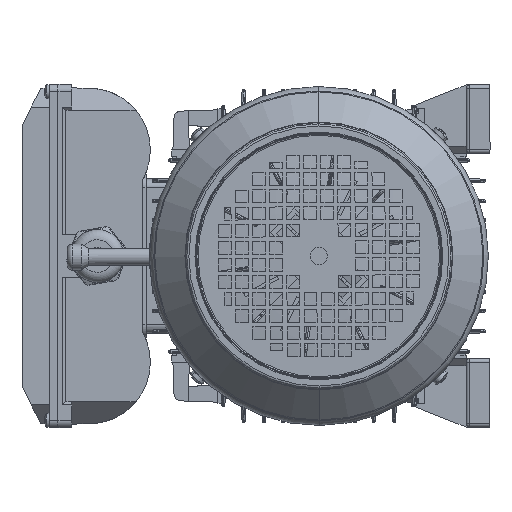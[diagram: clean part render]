
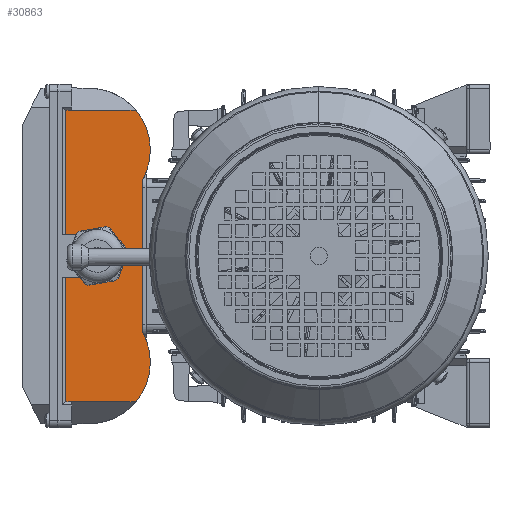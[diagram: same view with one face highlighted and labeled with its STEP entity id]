
A CAD part, left-side view. The second image highlights one B-rep face of the part: STEP entity #30863.
In plain terms, the highlighted face is planar.
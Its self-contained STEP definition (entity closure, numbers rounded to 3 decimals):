
#1361 = LINE ( 'NONE', #141346, #23567 ) ;
#5656 = DIRECTION ( 'NONE',  ( 1., 0., 0. ) ) ;
#6128 = VERTEX_POINT ( 'NONE', #59427 ) ;
#10523 = CARTESIAN_POINT ( 'NONE',  ( -85.065, 20.25, -68. ) ) ;
#11407 = ORIENTED_EDGE ( 'NONE', *, *, #119844, .T. ) ;
#14990 = EDGE_CURVE ( 'NONE', #69035, #76017, #80887, .T. ) ;
#15131 = CARTESIAN_POINT ( 'NONE',  ( 12.5, 20.25, -68. ) ) ;
#21621 = DIRECTION ( 'NONE',  ( 0., 0., 1. ) ) ;
#22452 = VECTOR ( 'NONE', #101084, 1000. ) ;
#23567 = VECTOR ( 'NONE', #125400, 1000. ) ;
#24885 = EDGE_CURVE ( 'NONE', #6128, #110750, #76444, .T. ) ;
#28372 = AXIS2_PLACEMENT_3D ( 'NONE', #139441, #75549, #59577 ) ;
#30010 = VERTEX_POINT ( 'NONE', #128491 ) ;
#30863 = ADVANCED_FACE ( 'NONE', ( #80957 ), #69533, .F. ) ;
#36615 = AXIS2_PLACEMENT_3D ( 'NONE', #88001, #72046, #56073 ) ;
#37649 = CARTESIAN_POINT ( 'NONE',  ( -119.5, -29.25, -68. ) ) ;
#38630 = EDGE_LOOP ( 'NONE', ( #76734, #128741, #92618, #82449, #77569, #11407, #89484, #92207, #116061, #136970, #101477, #131042 ) ) ;
#39744 = EDGE_CURVE ( 'NONE', #30010, #124640, #1361, .T. ) ;
#41030 = DIRECTION ( 'NONE',  ( 1., 0., 0. ) ) ;
#42007 = VERTEX_POINT ( 'NONE', #86915 ) ;
#43654 = EDGE_CURVE ( 'NONE', #69035, #30010, #145203, .T. ) ;
#47035 = VERTEX_POINT ( 'NONE', #151794 ) ;
#52639 = EDGE_CURVE ( 'NONE', #124640, #58879, #127601, .T. ) ;
#53454 = EDGE_CURVE ( 'NONE', #121911, #42007, #133076, .T. ) ;
#55731 = DIRECTION ( 'NONE',  ( 1., 0., 0. ) ) ;
#56073 = DIRECTION ( 'NONE',  ( 1., 0., 0. ) ) ;
#56959 = DIRECTION ( 'NONE',  ( 0., 0., -1. ) ) ;
#58584 = CARTESIAN_POINT ( 'NONE',  ( -12.5, 1.75, -68. ) ) ;
#58879 = VERTEX_POINT ( 'NONE', #116990 ) ;
#59427 = CARTESIAN_POINT ( 'NONE',  ( 12.5, 1.75, -68. ) ) ;
#59577 = DIRECTION ( 'NONE',  ( 1., 0., 0. ) ) ;
#61096 = DIRECTION ( 'NONE',  ( 0., 1., 0. ) ) ;
#65345 = EDGE_CURVE ( 'NONE', #89792, #47035, #111150, .T. ) ;
#67858 = CARTESIAN_POINT ( 'NONE',  ( 85.065, 16.75, -68. ) ) ;
#69035 = VERTEX_POINT ( 'NONE', #143921 ) ;
#69533 = PLANE ( 'NONE',  #92996 ) ;
#71702 = CARTESIAN_POINT ( 'NONE',  ( -44.572, -24.75, -68. ) ) ;
#72046 = DIRECTION ( 'NONE',  ( 0., 0., 1. ) ) ;
#72938 = CARTESIAN_POINT ( 'NONE',  ( 0., 1.75, -68. ) ) ;
#75549 = DIRECTION ( 'NONE',  ( 0., 0., 1. ) ) ;
#76017 = VERTEX_POINT ( 'NONE', #102050 ) ;
#76444 = CIRCLE ( 'NONE', #78087, 12.5 ) ;
#76734 = ORIENTED_EDGE ( 'NONE', *, *, #52639, .T. ) ;
#77069 = CARTESIAN_POINT ( 'NONE',  ( 85.065, -45.25, -68. ) ) ;
#77569 = ORIENTED_EDGE ( 'NONE', *, *, #53454, .T. ) ;
#78087 = AXIS2_PLACEMENT_3D ( 'NONE', #72938, #56959, #41030 ) ;
#80887 = CIRCLE ( 'NONE', #36615, 36. ) ;
#80957 = FACE_OUTER_BOUND ( 'NONE', #38630, .T. ) ;
#82449 = ORIENTED_EDGE ( 'NONE', *, *, #83827, .F. ) ;
#83827 = EDGE_CURVE ( 'NONE', #121911, #6128, #128258, .T. ) ;
#86848 = DIRECTION ( 'NONE',  ( 0., -1., 0. ) ) ;
#86915 = CARTESIAN_POINT ( 'NONE',  ( 85.065, 20.25, -68. ) ) ;
#87662 = LINE ( 'NONE', #71702, #110166 ) ;
#88001 = CARTESIAN_POINT ( 'NONE',  ( -62., 6.75, -68. ) ) ;
#89484 = ORIENTED_EDGE ( 'NONE', *, *, #96911, .F. ) ;
#89792 = VERTEX_POINT ( 'NONE', #105584 ) ;
#91362 = EDGE_CURVE ( 'NONE', #110750, #58879, #143463, .T. ) ;
#92207 = ORIENTED_EDGE ( 'NONE', *, *, #65345, .F. ) ;
#92618 = ORIENTED_EDGE ( 'NONE', *, *, #24885, .F. ) ;
#92864 = VECTOR ( 'NONE', #61096, 1000. ) ;
#92996 = AXIS2_PLACEMENT_3D ( 'NONE', #37649, #21621, #5656 ) ;
#92998 = LINE ( 'NONE', #77069, #92864 ) ;
#95628 = DIRECTION ( 'NONE',  ( 1., 0., 0. ) ) ;
#96302 = DIRECTION ( 'NONE',  ( 0., -1., 0. ) ) ;
#96911 = EDGE_CURVE ( 'NONE', #47035, #121606, #92998, .T. ) ;
#98796 = VECTOR ( 'NONE', #95628, 1000. ) ;
#99265 = VECTOR ( 'NONE', #113282, 1000. ) ;
#101084 = DIRECTION ( 'NONE',  ( 1., 0., 0. ) ) ;
#101477 = ORIENTED_EDGE ( 'NONE', *, *, #43654, .T. ) ;
#102050 = CARTESIAN_POINT ( 'NONE',  ( -44.572, -24.75, -68. ) ) ;
#102785 = CARTESIAN_POINT ( 'NONE',  ( 85.065, -29.25, -68. ) ) ;
#105584 = CARTESIAN_POINT ( 'NONE',  ( 44.572, -24.75, -68. ) ) ;
#108246 = VECTOR ( 'NONE', #96302, 1000. ) ;
#110166 = VECTOR ( 'NONE', #55731, 1000. ) ;
#110750 = VERTEX_POINT ( 'NONE', #58584 ) ;
#111150 = CIRCLE ( 'NONE', #28372, 36. ) ;
#111523 = DIRECTION ( 'NONE',  ( 0., 1., 0. ) ) ;
#111644 = CARTESIAN_POINT ( 'NONE',  ( -119.5, 20.25, -68. ) ) ;
#112322 = CARTESIAN_POINT ( 'NONE',  ( 12.5, 1.75, -68. ) ) ;
#113282 = DIRECTION ( 'NONE',  ( 0., 1., 0. ) ) ;
#115335 = VECTOR ( 'NONE', #111523, 1000. ) ;
#116061 = ORIENTED_EDGE ( 'NONE', *, *, #143040, .F. ) ;
#116990 = CARTESIAN_POINT ( 'NONE',  ( -12.5, 20.25, -68. ) ) ;
#117118 = CARTESIAN_POINT ( 'NONE',  ( -119.5, 20.25, -68. ) ) ;
#118854 = LINE ( 'NONE', #102785, #133457 ) ;
#119844 = EDGE_CURVE ( 'NONE', #42007, #121606, #118854, .T. ) ;
#121606 = VERTEX_POINT ( 'NONE', #67858 ) ;
#121911 = VERTEX_POINT ( 'NONE', #15131 ) ;
#124640 = VERTEX_POINT ( 'NONE', #10523 ) ;
#125400 = DIRECTION ( 'NONE',  ( 0., 1., 0. ) ) ;
#127478 = CARTESIAN_POINT ( 'NONE',  ( -12.5, 1.75, -68. ) ) ;
#127601 = LINE ( 'NONE', #111644, #98796 ) ;
#128258 = LINE ( 'NONE', #112322, #108246 ) ;
#128491 = CARTESIAN_POINT ( 'NONE',  ( -85.065, 16.75, -68. ) ) ;
#128741 = ORIENTED_EDGE ( 'NONE', *, *, #91362, .F. ) ;
#129222 = CARTESIAN_POINT ( 'NONE',  ( -85.065, -45.25, -68. ) ) ;
#131042 = ORIENTED_EDGE ( 'NONE', *, *, #39744, .T. ) ;
#133076 = LINE ( 'NONE', #117118, #22452 ) ;
#133457 = VECTOR ( 'NONE', #86848, 1000. ) ;
#136970 = ORIENTED_EDGE ( 'NONE', *, *, #14990, .F. ) ;
#139441 = CARTESIAN_POINT ( 'NONE',  ( 62., 6.75, -68. ) ) ;
#141346 = CARTESIAN_POINT ( 'NONE',  ( -85.065, -29.25, -68. ) ) ;
#143040 = EDGE_CURVE ( 'NONE', #76017, #89792, #87662, .T. ) ;
#143463 = LINE ( 'NONE', #127478, #115335 ) ;
#143921 = CARTESIAN_POINT ( 'NONE',  ( -85.065, -20.891, -68. ) ) ;
#145203 = LINE ( 'NONE', #129222, #99265 ) ;
#151794 = CARTESIAN_POINT ( 'NONE',  ( 85.065, -20.891, -68. ) ) ;
